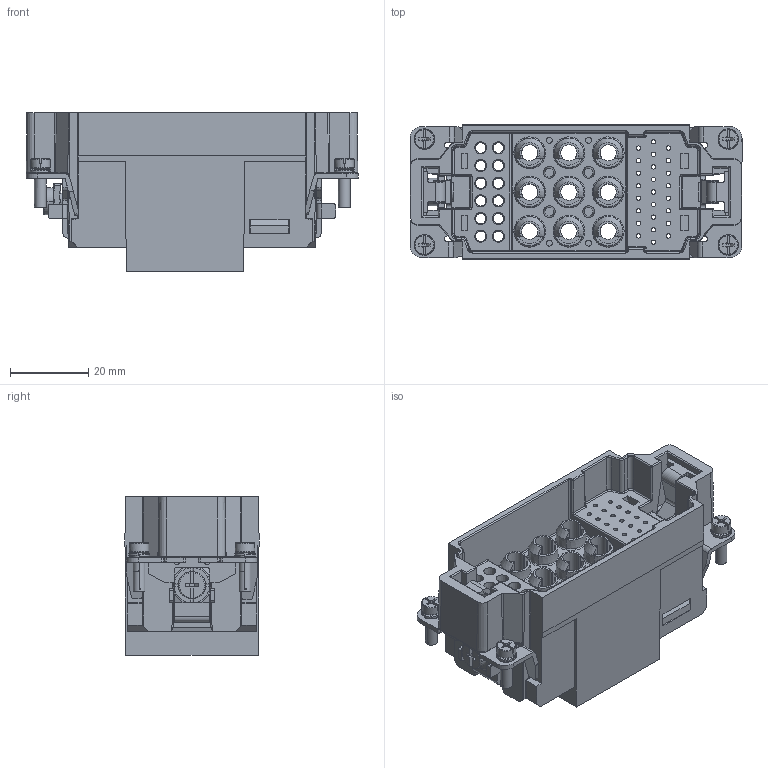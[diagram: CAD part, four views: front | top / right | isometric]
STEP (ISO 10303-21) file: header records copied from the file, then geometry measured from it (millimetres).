
FILE_DESCRIPTION((''),'2;1');
FILE_NAME('3D_HK-009_12_25-MC','2021-01-04T',('lj.zou'),(''),'PRO/ENGINEER BY PARAMETRIC TECHNOLOGY CORPORATION, 2012480','PRO/ENGINEER BY PARAMETRIC TECHNOLOGY CORPORATION, 2012480','');
FILE_SCHEMA(('CONFIG_CONTROL_DESIGN'));
Products named in the file (1): 3D_HK-009_12_25-MC
Bounding box: 84.66 x 34.2 x 40.4 mm (x, y, z)
Volume: 43579.2 mm3; surface area: 33919.4 mm2
Topology: 1 solids, 1 shells, 1624 faces, 4543 edges, 2935 vertices
Faces by surface type: plane 626, cylinder 578, cone 234, bspline 99, extrusion 36, torus 26, sphere 25
Entity records: 60421 total; most frequent: CARTESIAN_POINT 18951, ORIENTED_EDGE 9004, DIRECTION 8270, EDGE_CURVE 4502, AXIS2_PLACEMENT_3D 2986, VERTEX_POINT 2935, VECTOR 2298, LINE 2262
